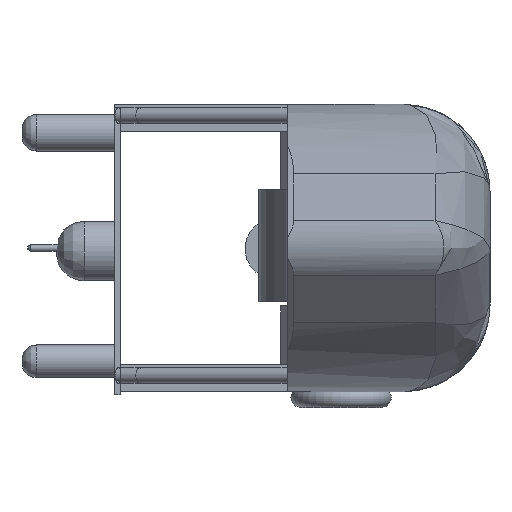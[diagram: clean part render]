
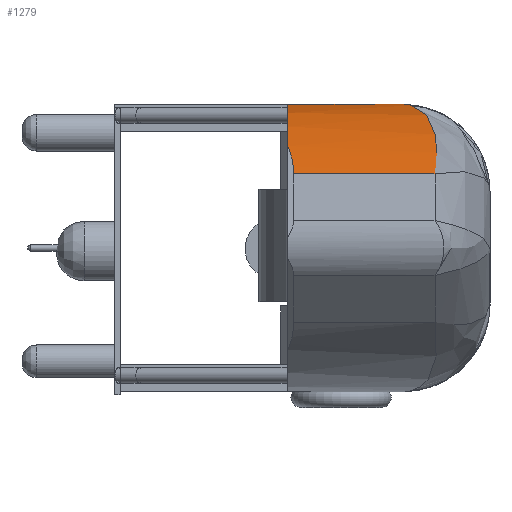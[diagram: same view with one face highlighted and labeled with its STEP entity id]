
A CAD part, left-side view. The second image highlights one B-rep face of the part: STEP entity #1279.
In plain terms, the highlighted cylindrical face has radius 32.5 mm (diameter 65 mm), a partial arc.
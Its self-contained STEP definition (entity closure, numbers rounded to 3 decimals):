
#577 = VERTEX_POINT('',#578);
#578 = CARTESIAN_POINT('',(-16.403,29.,24.858));
#584 = EDGE_CURVE('',#585,#577,#587,.T.);
#585 = VERTEX_POINT('',#586);
#586 = CARTESIAN_POINT('',(27.788,9.,24.858));
#587 = LINE('',#588,#589);
#588 = CARTESIAN_POINT('',(-31.395,35.785,
    24.858));
#589 = VECTOR('',#590,1.);
#590 = DIRECTION('',(-0.911,0.412,0.));
#643 = VERTEX_POINT('',#644);
#644 = CARTESIAN_POINT('',(-65.939,29.,17.639));
#650 = EDGE_CURVE('',#577,#643,#651,.T.);
#651 = ELLIPSE('',#652,78.823,32.5);
#652 = AXIS2_PLACEMENT_3D('',#653,#654,#655);
#653 = CARTESIAN_POINT('',(-16.403,29.,-7.642));
#654 = DIRECTION('',(0.,-1.,0.));
#655 = DIRECTION('',(-1.,-0.,0.));
#933 = VERTEX_POINT('',#934);
#934 = CARTESIAN_POINT('',(-75.372,28.,12.851));
#940 = EDGE_CURVE('',#643,#933,#941,.T.);
#941 = ELLIPSE('',#942,78.823,32.5);
#942 = AXIS2_PLACEMENT_3D('',#943,#944,#945);
#943 = CARTESIAN_POINT('',(-115.749,73.962,
    -7.642));
#944 = DIRECTION('',(0.453,0.,-0.892));
#945 = DIRECTION('',(0.795,-0.453,0.404));
#958 = VERTEX_POINT('',#959);
#959 = CARTESIAN_POINT('',(-21.28,3.519,
    12.851));
#965 = EDGE_CURVE('',#933,#958,#966,.T.);
#966 = LINE('',#967,#968);
#967 = CARTESIAN_POINT('',(-41.795,12.804,
    12.851));
#968 = VECTOR('',#969,1.);
#969 = DIRECTION('',(0.911,-0.412,0.));
#980 = EDGE_CURVE('',#585,#981,#983,.T.);
#981 = VERTEX_POINT('',#982);
#982 = CARTESIAN_POINT('',(22.781,7.593,
    24.686));
#983 = ELLIPSE('',#984,50.512,32.5);
#984 = AXIS2_PLACEMENT_3D('',#985,#986,#987);
#985 = CARTESIAN_POINT('',(27.788,9.,-7.642));
#986 = DIRECTION('',(0.271,-0.963,0.));
#987 = DIRECTION('',(-0.963,-0.271,0.)
  );
#1054 = EDGE_CURVE('',#981,#958,#1055,.T.);
#1055 = ELLIPSE('',#1056,63.363,32.5);
#1056 = AXIS2_PLACEMENT_3D('',#1057,#1058,#1059);
#1057 = CARTESIAN_POINT('',(-10.879,26.5,-7.642));
#1058 = DIRECTION('',(0.244,-0.705,-0.666));
#1059 = DIRECTION('',(0.915,-0.059,0.398)
  );
#1279 = ADVANCED_FACE('',(#1280),#1288,.T.);
#1280 = FACE_BOUND('',#1281,.T.);
#1281 = EDGE_LOOP('',(#1282,#1283,#1284,#1285,#1286,#1287));
#1282 = ORIENTED_EDGE('',*,*,#1054,.F.);
#1283 = ORIENTED_EDGE('',*,*,#980,.F.);
#1284 = ORIENTED_EDGE('',*,*,#584,.T.);
#1285 = ORIENTED_EDGE('',*,*,#650,.T.);
#1286 = ORIENTED_EDGE('',*,*,#940,.T.);
#1287 = ORIENTED_EDGE('',*,*,#965,.T.);
#1288 = CYLINDRICAL_SURFACE('',#1289,32.5);
#1289 = AXIS2_PLACEMENT_3D('',#1290,#1291,#1292);
#1290 = CARTESIAN_POINT('',(-31.395,35.785,
    -7.642));
#1291 = DIRECTION('',(-0.911,0.412,0.));
#1292 = DIRECTION('',(-0.177,-0.392,0.903));
